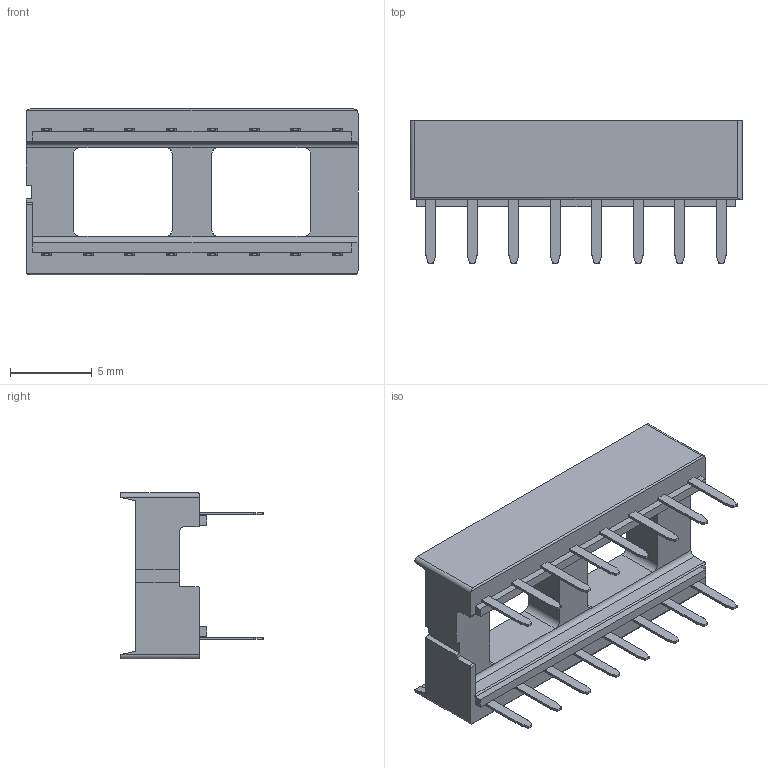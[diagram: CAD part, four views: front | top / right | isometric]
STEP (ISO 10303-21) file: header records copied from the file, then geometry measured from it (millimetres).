
FILE_DESCRIPTION (( 'STEP AP214' ), '1' );
FILE_NAME ('DILB16P-223TLF.STEP', '2022-06-25T13:26:44', ( '' ), ( '' ), 'SwSTEP 2.0', 'SolidWorks 2017', '' );
FILE_SCHEMA (( 'AUTOMOTIVE_DESIGN' ));
Length unit declared in the file: millimetre
Products named in the file (1): DILB16P-223TLF
Bounding box: 20.32 x 8.7 x 10.16 mm (x, y, z)
Volume: 496.5 mm3; surface area: 1074.8 mm2
Topology: 33 solids, 33 shells, 699 faces, 1636 edges, 1001 vertices
Faces by surface type: plane 552, cylinder 147
Entity records: 19810 total; most frequent: CARTESIAN_POINT 3357, DIRECTION 3322, ORIENTED_EDGE 3272, EDGE_CURVE 1636, VECTOR 1342, LINE 1342, VERTEX_POINT 1001, AXIS2_PLACEMENT_3D 990
